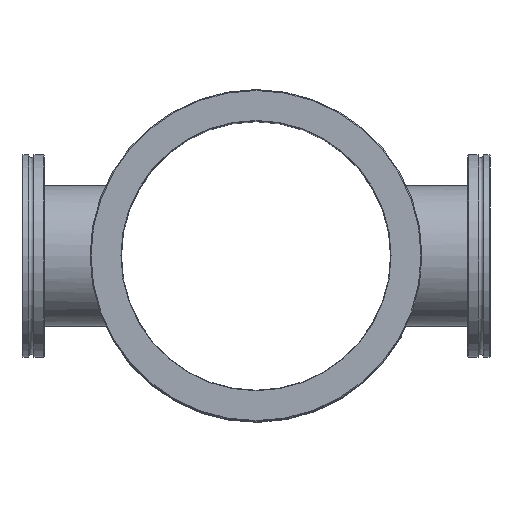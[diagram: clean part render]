
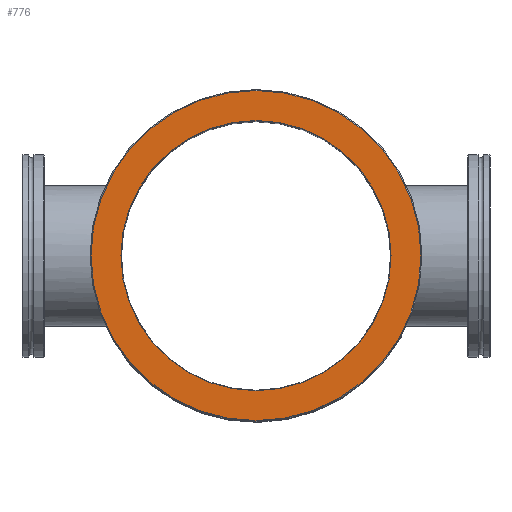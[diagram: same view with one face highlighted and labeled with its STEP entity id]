
A CAD part, top view. The second image highlights one B-rep face of the part: STEP entity #776.
In plain terms, the highlighted face is planar.
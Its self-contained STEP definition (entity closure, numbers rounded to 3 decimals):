
#65=PLANE('',#918);
#81=FACE_BOUND('',#217,.T.);
#98=CIRCLE('',#912,89.5);
#103=CIRCLE('',#919,73.25);
#104=CIRCLE('',#920,73.25);
#170=FACE_OUTER_BOUND('',#216,.T.);
#216=EDGE_LOOP('',(#579));
#217=EDGE_LOOP('',(#580,#581));
#348=VERTEX_POINT('',#1605);
#353=VERTEX_POINT('',#1619);
#354=VERTEX_POINT('',#1620);
#436=EDGE_CURVE('',#348,#348,#98,.T.);
#443=EDGE_CURVE('',#353,#354,#103,.T.);
#444=EDGE_CURVE('',#354,#353,#104,.T.);
#579=ORIENTED_EDGE('',*,*,#436,.F.);
#580=ORIENTED_EDGE('',*,*,#443,.F.);
#581=ORIENTED_EDGE('',*,*,#444,.F.);
#776=ADVANCED_FACE('',(#170,#81),#65,.T.);
#912=AXIS2_PLACEMENT_3D('',#1606,#1054,#1055);
#918=AXIS2_PLACEMENT_3D('',#1618,#1068,#1069);
#919=AXIS2_PLACEMENT_3D('',#1621,#1070,#1071);
#920=AXIS2_PLACEMENT_3D('',#1622,#1072,#1073);
#1054=DIRECTION('center_axis',(1.,0.,0.));
#1055=DIRECTION('ref_axis',(0.,0.,-1.));
#1068=DIRECTION('center_axis',(-1.,0.,0.));
#1069=DIRECTION('ref_axis',(0.,0.,1.));
#1070=DIRECTION('center_axis',(-1.,0.,0.));
#1071=DIRECTION('ref_axis',(0.,0.,1.));
#1072=DIRECTION('center_axis',(-1.,0.,0.));
#1073=DIRECTION('ref_axis',(0.,0.,1.));
#1605=CARTESIAN_POINT('',(-12.,0.,89.5));
#1606=CARTESIAN_POINT('Origin',(-12.,0.,0.));
#1618=CARTESIAN_POINT('Origin',(-12.,0.,73.25));
#1619=CARTESIAN_POINT('',(-12.,0.,73.25));
#1620=CARTESIAN_POINT('',(-12.,0.,-73.25));
#1621=CARTESIAN_POINT('Origin',(-12.,0.,0.));
#1622=CARTESIAN_POINT('Origin',(-12.,0.,0.));
